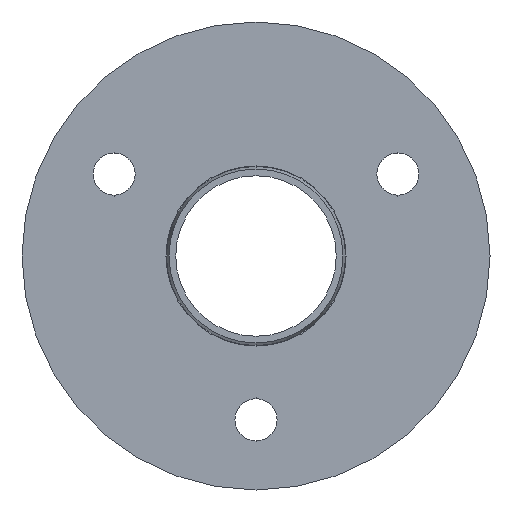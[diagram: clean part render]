
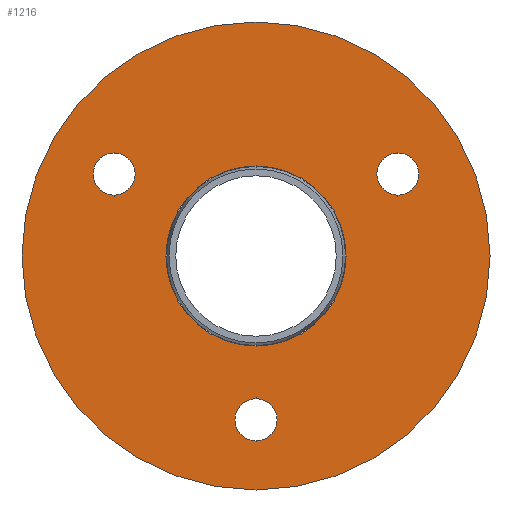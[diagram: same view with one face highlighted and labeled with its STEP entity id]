
A CAD part, front view. The second image highlights one B-rep face of the part: STEP entity #1216.
In plain terms, the highlighted planar face has unit normal (0, -1, 0).
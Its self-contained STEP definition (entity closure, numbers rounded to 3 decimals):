
#1 = AXIS2_PLACEMENT_3D ( 'NONE', #804, #180, #281 ) ;
#4 = CARTESIAN_POINT ( 'NONE',  ( -30.311, 0., 17.5 ) ) ;
#21 = AXIS2_PLACEMENT_3D ( 'NONE', #89, #797, #74 ) ;
#31 = CARTESIAN_POINT ( 'NONE',  ( 0., 0., -19.25 ) ) ;
#74 = DIRECTION ( 'NONE',  ( 0., 0., 1. ) ) ;
#86 = CARTESIAN_POINT ( 'NONE',  ( 0., 0., -35. ) ) ;
#89 = CARTESIAN_POINT ( 'NONE',  ( 0., 0., 0. ) ) ;
#90 = DIRECTION ( 'NONE',  ( 0., 1., 0. ) ) ;
#99 = CARTESIAN_POINT ( 'NONE',  ( 0., 0., 19.25 ) ) ;
#113 = DIRECTION ( 'NONE',  ( 0., 1., 0. ) ) ;
#119 = CARTESIAN_POINT ( 'NONE',  ( -30.311, 0., 22. ) ) ;
#120 = CARTESIAN_POINT ( 'NONE',  ( 0., 0., 0. ) ) ;
#122 = EDGE_CURVE ( 'NONE', #580, #1015, #621, .T. ) ;
#139 = DIRECTION ( 'NONE',  ( 0., 1., 0. ) ) ;
#176 = VERTEX_POINT ( 'NONE', #99 ) ;
#180 = DIRECTION ( 'NONE',  ( 0., 1., 0. ) ) ;
#188 = DIRECTION ( 'NONE',  ( 0., 1., 0. ) ) ;
#199 = VERTEX_POINT ( 'NONE', #1028 ) ;
#209 = AXIS2_PLACEMENT_3D ( 'NONE', #1137, #1118, #412 ) ;
#240 = DIRECTION ( 'NONE',  ( 0., 0., 1. ) ) ;
#275 = FACE_BOUND ( 'NONE', #957, .T. ) ;
#281 = DIRECTION ( 'NONE',  ( 0., 0., 1. ) ) ;
#291 = CARTESIAN_POINT ( 'NONE',  ( 30.311, 0., 17.5 ) ) ;
#317 = ORIENTED_EDGE ( 'NONE', *, *, #999, .T. ) ;
#324 = DIRECTION ( 'NONE',  ( 0., 0., 1. ) ) ;
#337 = AXIS2_PLACEMENT_3D ( 'NONE', #86, #800, #1014 ) ;
#349 = AXIS2_PLACEMENT_3D ( 'NONE', #120, #871, #240 ) ;
#388 = PLANE ( 'NONE',  #1 ) ;
#403 = VERTEX_POINT ( 'NONE', #119 ) ;
#410 = EDGE_LOOP ( 'NONE', ( #835, #1007 ) ) ;
#412 = DIRECTION ( 'NONE',  ( 0., 0., 1. ) ) ;
#413 = ORIENTED_EDGE ( 'NONE', *, *, #1287, .T. ) ;
#445 = CARTESIAN_POINT ( 'NONE',  ( 0., 0., -50. ) ) ;
#482 = ORIENTED_EDGE ( 'NONE', *, *, #1228, .T. ) ;
#486 = ORIENTED_EDGE ( 'NONE', *, *, #1129, .T. ) ;
#501 = AXIS2_PLACEMENT_3D ( 'NONE', #657, #139, #324 ) ;
#502 = CARTESIAN_POINT ( 'NONE',  ( -30.311, 0., 17.5 ) ) ;
#503 = DIRECTION ( 'NONE',  ( 0., 0., 1. ) ) ;
#506 = CARTESIAN_POINT ( 'NONE',  ( 0., 0., -39.5 ) ) ;
#516 = EDGE_LOOP ( 'NONE', ( #317, #949 ) ) ;
#528 = CIRCLE ( 'NONE', #501, 4.5 ) ;
#537 = EDGE_CURVE ( 'NONE', #655, #176, #941, .T. ) ;
#560 = CIRCLE ( 'NONE', #21, 19.25 ) ;
#563 = EDGE_CURVE ( 'NONE', #199, #1038, #528, .T. ) ;
#580 = VERTEX_POINT ( 'NONE', #445 ) ;
#588 = ORIENTED_EDGE ( 'NONE', *, *, #563, .T. ) ;
#603 = DIRECTION ( 'NONE',  ( 0., 0., 1. ) ) ;
#621 = CIRCLE ( 'NONE', #1146, 50. ) ;
#634 = ORIENTED_EDGE ( 'NONE', *, *, #537, .T. ) ;
#655 = VERTEX_POINT ( 'NONE', #31 ) ;
#657 = CARTESIAN_POINT ( 'NONE',  ( 0., 0., -35. ) ) ;
#680 = ORIENTED_EDGE ( 'NONE', *, *, #1003, .T. ) ;
#694 = EDGE_LOOP ( 'NONE', ( #486, #413 ) ) ;
#722 = EDGE_LOOP ( 'NONE', ( #588, #680 ) ) ;
#728 = DIRECTION ( 'NONE',  ( 0., 0., 1. ) ) ;
#738 = CIRCLE ( 'NONE', #841, 4.5 ) ;
#797 = DIRECTION ( 'NONE',  ( 0., 1., 0. ) ) ;
#800 = DIRECTION ( 'NONE',  ( 0., 1., 0. ) ) ;
#804 = CARTESIAN_POINT ( 'NONE',  ( 0., 0., 0. ) ) ;
#816 = EDGE_CURVE ( 'NONE', #1015, #580, #881, .T. ) ;
#817 = CARTESIAN_POINT ( 'NONE',  ( -30.311, 0., 13. ) ) ;
#825 = CARTESIAN_POINT ( 'NONE',  ( 30.311, 0., 22. ) ) ;
#835 = ORIENTED_EDGE ( 'NONE', *, *, #122, .F. ) ;
#841 = AXIS2_PLACEMENT_3D ( 'NONE', #291, #920, #1236 ) ;
#871 = DIRECTION ( 'NONE',  ( 0., 1., 0. ) ) ;
#876 = DIRECTION ( 'NONE',  ( 0., 0., 1. ) ) ;
#881 = CIRCLE ( 'NONE', #1166, 50. ) ;
#909 = AXIS2_PLACEMENT_3D ( 'NONE', #4, #113, #728 ) ;
#920 = DIRECTION ( 'NONE',  ( 0., 1., 0. ) ) ;
#925 = VERTEX_POINT ( 'NONE', #1335 ) ;
#941 = CIRCLE ( 'NONE', #349, 19.25 ) ;
#949 = ORIENTED_EDGE ( 'NONE', *, *, #1276, .T. ) ;
#957 = EDGE_LOOP ( 'NONE', ( #634, #482 ) ) ;
#987 = DIRECTION ( 'NONE',  ( 0., 1., 0. ) ) ;
#991 = CIRCLE ( 'NONE', #909, 4.5 ) ;
#999 = EDGE_CURVE ( 'NONE', #403, #1073, #991, .T. ) ;
#1001 = VERTEX_POINT ( 'NONE', #825 ) ;
#1003 = EDGE_CURVE ( 'NONE', #1038, #199, #1301, .T. ) ;
#1007 = ORIENTED_EDGE ( 'NONE', *, *, #816, .F. ) ;
#1014 = DIRECTION ( 'NONE',  ( 0., 0., 1. ) ) ;
#1015 = VERTEX_POINT ( 'NONE', #1223 ) ;
#1017 = FACE_BOUND ( 'NONE', #694, .T. ) ;
#1018 = CARTESIAN_POINT ( 'NONE',  ( 0., 0., 0. ) ) ;
#1028 = CARTESIAN_POINT ( 'NONE',  ( 0., 0., -30.5 ) ) ;
#1038 = VERTEX_POINT ( 'NONE', #506 ) ;
#1073 = VERTEX_POINT ( 'NONE', #817 ) ;
#1118 = DIRECTION ( 'NONE',  ( 0., 1., 0. ) ) ;
#1124 = CIRCLE ( 'NONE', #1318, 4.5 ) ;
#1129 = EDGE_CURVE ( 'NONE', #1001, #925, #1172, .T. ) ;
#1137 = CARTESIAN_POINT ( 'NONE',  ( 30.311, 0., 17.5 ) ) ;
#1141 = FACE_BOUND ( 'NONE', #516, .T. ) ;
#1146 = AXIS2_PLACEMENT_3D ( 'NONE', #1018, #90, #503 ) ;
#1166 = AXIS2_PLACEMENT_3D ( 'NONE', #1217, #987, #876 ) ;
#1172 = CIRCLE ( 'NONE', #209, 4.5 ) ;
#1216 = ADVANCED_FACE ( 'NONE', ( #1324, #275, #1246, #1017, #1141 ), #388, .F. ) ;
#1217 = CARTESIAN_POINT ( 'NONE',  ( 0., 0., 0. ) ) ;
#1223 = CARTESIAN_POINT ( 'NONE',  ( 0., 0., 50. ) ) ;
#1228 = EDGE_CURVE ( 'NONE', #176, #655, #560, .T. ) ;
#1236 = DIRECTION ( 'NONE',  ( 0., 0., 1. ) ) ;
#1246 = FACE_BOUND ( 'NONE', #722, .T. ) ;
#1276 = EDGE_CURVE ( 'NONE', #1073, #403, #1124, .T. ) ;
#1287 = EDGE_CURVE ( 'NONE', #925, #1001, #738, .T. ) ;
#1301 = CIRCLE ( 'NONE', #337, 4.5 ) ;
#1318 = AXIS2_PLACEMENT_3D ( 'NONE', #502, #188, #603 ) ;
#1324 = FACE_OUTER_BOUND ( 'NONE', #410, .T. ) ;
#1335 = CARTESIAN_POINT ( 'NONE',  ( 30.311, 0., 13. ) ) ;
